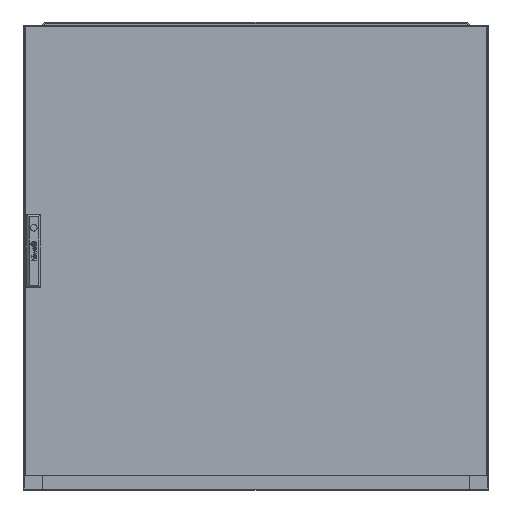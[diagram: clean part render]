
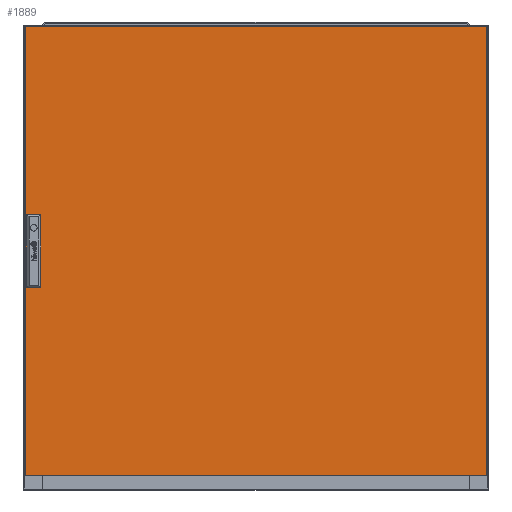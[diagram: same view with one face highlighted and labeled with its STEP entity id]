
A CAD part, top view. The second image highlights one B-rep face of the part: STEP entity #1889.
In plain terms, the highlighted planar face has unit normal (0, 0, 1).
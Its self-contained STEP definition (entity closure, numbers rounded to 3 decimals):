
#604 = CARTESIAN_POINT ( 'NONE',  ( -463., -78.5, 0. ) ) ;
#1889 = ADVANCED_FACE ( 'NONE', ( #6026, #8435 ), #91553, .T. ) ;
#1902 = CARTESIAN_POINT ( 'NONE',  ( -497., -483.5, 0. ) ) ;
#2262 = VECTOR ( 'NONE', #67643, 1000. ) ;
#3571 = EDGE_CURVE ( 'NONE', #83607, #50197, #37511, .T. ) ;
#3750 = CARTESIAN_POINT ( 'NONE',  ( -493.4, 78.5, 0. ) ) ;
#5952 = EDGE_CURVE ( 'NONE', #94902, #20789, #90042, .T. ) ;
#6026 = FACE_BOUND ( 'NONE', #79452, .T. ) ;
#7901 = DIRECTION ( 'NONE',  ( 0., 1., 0. ) ) ;
#8435 = FACE_OUTER_BOUND ( 'NONE', #10169, .T. ) ;
#8531 = DIRECTION ( 'NONE',  ( 1., 0., 0. ) ) ;
#10169 = EDGE_LOOP ( 'NONE', ( #72937, #51717, #53439, #35737 ) ) ;
#14339 = CARTESIAN_POINT ( 'NONE',  ( -497., 483.5, 0. ) ) ;
#16844 = VECTOR ( 'NONE', #88264, 1000. ) ;
#17441 = CARTESIAN_POINT ( 'NONE',  ( -463., 0., 0. ) ) ;
#19271 = CARTESIAN_POINT ( 'NONE',  ( -493.4, -78.5, 0. ) ) ;
#20789 = VERTEX_POINT ( 'NONE', #54172 ) ;
#21230 = CARTESIAN_POINT ( 'NONE',  ( -493.4, -78.5, 0. ) ) ;
#22429 = CARTESIAN_POINT ( 'NONE',  ( -493.4, 0., 0. ) ) ;
#22454 = LINE ( 'NONE', #22429, #2262 ) ;
#26932 = DIRECTION ( 'NONE',  ( 1., 0., 0. ) ) ;
#27428 = LINE ( 'NONE', #17441, #65181 ) ;
#27884 = CARTESIAN_POINT ( 'NONE',  ( -497., 483.5, 0. ) ) ;
#29056 = EDGE_CURVE ( 'NONE', #44466, #65078, #88323, .T. ) ;
#30503 = VECTOR ( 'NONE', #26932, 1000. ) ;
#34762 = EDGE_CURVE ( 'NONE', #86028, #94902, #72868, .T. ) ;
#35737 = ORIENTED_EDGE ( 'NONE', *, *, #83761, .T. ) ;
#36548 = DIRECTION ( 'NONE',  ( 1., 0., 0. ) ) ;
#37511 = LINE ( 'NONE', #97576, #75260 ) ;
#37791 = CARTESIAN_POINT ( 'NONE',  ( 497., 483.5, 0. ) ) ;
#40792 = CARTESIAN_POINT ( 'NONE',  ( 497., -483.5, 0. ) ) ;
#42342 = ORIENTED_EDGE ( 'NONE', *, *, #55955, .T. ) ;
#44466 = VERTEX_POINT ( 'NONE', #21230 ) ;
#46272 = CARTESIAN_POINT ( 'NONE',  ( 0., 0., 0. ) ) ;
#47732 = ORIENTED_EDGE ( 'NONE', *, *, #29056, .F. ) ;
#50197 = VERTEX_POINT ( 'NONE', #72717 ) ;
#51717 = ORIENTED_EDGE ( 'NONE', *, *, #5952, .T. ) ;
#52800 = VECTOR ( 'NONE', #7901, 1000. ) ;
#53439 = ORIENTED_EDGE ( 'NONE', *, *, #63387, .T. ) ;
#53924 = DIRECTION ( 'NONE',  ( 0., 0., 1. ) ) ;
#54172 = CARTESIAN_POINT ( 'NONE',  ( -497., 483.5, 0. ) ) ;
#55955 = EDGE_CURVE ( 'NONE', #50197, #65078, #27428, .T. ) ;
#59914 = DIRECTION ( 'NONE',  ( 1., 0., 0. ) ) ;
#60913 = CARTESIAN_POINT ( 'NONE',  ( 497., 483.5, 0. ) ) ;
#61645 = ORIENTED_EDGE ( 'NONE', *, *, #84979, .F. ) ;
#63085 = DIRECTION ( 'NONE',  ( 0., -1., 0. ) ) ;
#63387 = EDGE_CURVE ( 'NONE', #20789, #84635, #74796, .T. ) ;
#65078 = VERTEX_POINT ( 'NONE', #604 ) ;
#65181 = VECTOR ( 'NONE', #63085, 1000. ) ;
#67539 = VECTOR ( 'NONE', #82427, 1000. ) ;
#67643 = DIRECTION ( 'NONE',  ( 0., -1., 0. ) ) ;
#71375 = VECTOR ( 'NONE', #36548, 1000. ) ;
#72717 = CARTESIAN_POINT ( 'NONE',  ( -463., 78.5, 0. ) ) ;
#72868 = LINE ( 'NONE', #60913, #52800 ) ;
#72937 = ORIENTED_EDGE ( 'NONE', *, *, #34762, .T. ) ;
#74796 = LINE ( 'NONE', #27884, #16844 ) ;
#75260 = VECTOR ( 'NONE', #59914, 1000. ) ;
#76892 = ORIENTED_EDGE ( 'NONE', *, *, #3571, .T. ) ;
#78259 = AXIS2_PLACEMENT_3D ( 'NONE', #46272, #53924, #8531 ) ;
#79452 = EDGE_LOOP ( 'NONE', ( #76892, #42342, #47732, #61645 ) ) ;
#82427 = DIRECTION ( 'NONE',  ( -1., 0., 0. ) ) ;
#83607 = VERTEX_POINT ( 'NONE', #3750 ) ;
#83761 = EDGE_CURVE ( 'NONE', #84635, #86028, #91446, .T. ) ;
#84635 = VERTEX_POINT ( 'NONE', #1902 ) ;
#84979 = EDGE_CURVE ( 'NONE', #83607, #44466, #22454, .T. ) ;
#86028 = VERTEX_POINT ( 'NONE', #40792 ) ;
#88264 = DIRECTION ( 'NONE',  ( 0., -1., 0. ) ) ;
#88323 = LINE ( 'NONE', #19271, #30503 ) ;
#89354 = CARTESIAN_POINT ( 'NONE',  ( -497., -483.5, 0. ) ) ;
#90042 = LINE ( 'NONE', #14339, #67539 ) ;
#91446 = LINE ( 'NONE', #89354, #71375 ) ;
#91553 = PLANE ( 'NONE',  #78259 ) ;
#94902 = VERTEX_POINT ( 'NONE', #37791 ) ;
#97576 = CARTESIAN_POINT ( 'NONE',  ( -493.4, 78.5, 0. ) ) ;
